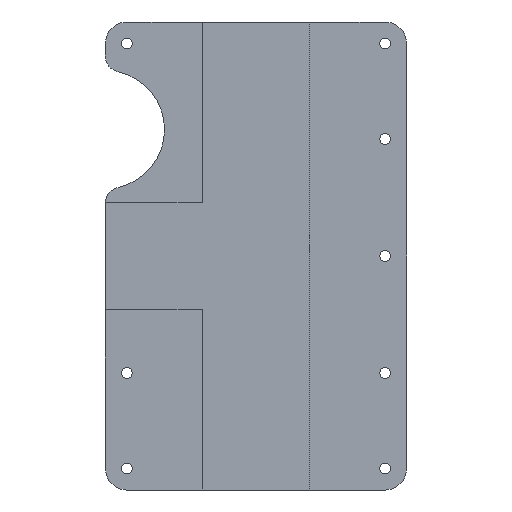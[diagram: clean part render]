
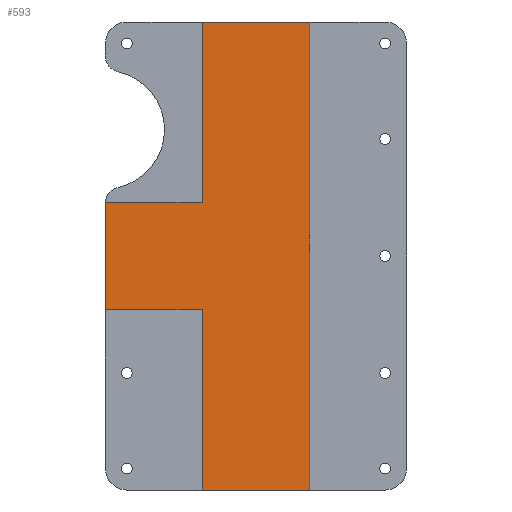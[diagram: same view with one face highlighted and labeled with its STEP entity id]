
A CAD part, left-side view. The second image highlights one B-rep face of the part: STEP entity #593.
In plain terms, the highlighted planar face has unit normal (-1, 0, 0).
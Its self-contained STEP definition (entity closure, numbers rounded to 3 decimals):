
#39=PLANE('',#658);
#57=FACE_OUTER_BOUND('',#96,.T.);
#96=EDGE_LOOP('',(#466,#467,#468,#469,#470,#471,#472,#473,#474));
#139=LINE('',#945,#192);
#142=LINE('',#951,#195);
#144=LINE('',#954,#197);
#147=LINE('',#962,#200);
#151=LINE('',#969,#204);
#152=LINE('',#971,#205);
#153=LINE('',#972,#206);
#154=LINE('',#973,#207);
#192=VECTOR('',#762,10.);
#195=VECTOR('',#767,10.);
#197=VECTOR('',#771,10.);
#200=VECTOR('',#776,10.);
#204=VECTOR('',#782,10.);
#205=VECTOR('',#785,10.);
#206=VECTOR('',#786,10.);
#207=VECTOR('',#787,10.);
#230=CIRCLE('',#629,3.);
#263=VERTEX_POINT('',#873);
#264=VERTEX_POINT('',#875);
#292=VERTEX_POINT('',#942);
#293=VERTEX_POINT('',#944);
#294=VERTEX_POINT('',#948);
#295=VERTEX_POINT('',#950);
#298=VERTEX_POINT('',#959);
#299=VERTEX_POINT('',#961);
#301=VERTEX_POINT('',#967);
#319=EDGE_CURVE('',#263,#264,#230,.T.);
#353=EDGE_CURVE('',#292,#293,#139,.T.);
#356=EDGE_CURVE('',#294,#295,#142,.T.);
#358=EDGE_CURVE('',#264,#294,#144,.T.);
#361=EDGE_CURVE('',#298,#299,#147,.T.);
#365=EDGE_CURVE('',#301,#298,#151,.T.);
#366=EDGE_CURVE('',#299,#263,#152,.T.);
#367=EDGE_CURVE('',#293,#301,#153,.T.);
#368=EDGE_CURVE('',#295,#292,#154,.T.);
#466=ORIENTED_EDGE('',*,*,#319,.F.);
#467=ORIENTED_EDGE('',*,*,#366,.F.);
#468=ORIENTED_EDGE('',*,*,#361,.F.);
#469=ORIENTED_EDGE('',*,*,#365,.F.);
#470=ORIENTED_EDGE('',*,*,#367,.F.);
#471=ORIENTED_EDGE('',*,*,#353,.F.);
#472=ORIENTED_EDGE('',*,*,#368,.F.);
#473=ORIENTED_EDGE('',*,*,#356,.F.);
#474=ORIENTED_EDGE('',*,*,#358,.F.);
#593=ADVANCED_FACE('',(#57),#39,.F.);
#629=AXIS2_PLACEMENT_3D('',#876,#697,#698);
#658=AXIS2_PLACEMENT_3D('',#970,#783,#784);
#697=DIRECTION('center_axis',(1.,0.,0.));
#698=DIRECTION('ref_axis',(0.,0.779,0.627));
#762=DIRECTION('',(0.,0.,-1.));
#767=DIRECTION('',(0.,0.,1.));
#771=DIRECTION('',(0.,-1.,0.));
#776=DIRECTION('',(0.,1.,0.));
#782=DIRECTION('',(0.,0.,1.));
#783=DIRECTION('center_axis',(1.,0.,0.));
#784=DIRECTION('ref_axis',(0.,0.,-1.));
#785=DIRECTION('',(0.,0.,1.));
#786=DIRECTION('',(0.,1.,0.));
#787=DIRECTION('',(0.,-1.,0.));
#873=CARTESIAN_POINT('',(-5.4,56.,53.325));
#875=CARTESIAN_POINT('',(-5.4,55.995,53.5));
#876=CARTESIAN_POINT('Origin',(-5.4,53.,53.325));
#942=CARTESIAN_POINT('',(-5.4,18.,87.));
#944=CARTESIAN_POINT('',(-5.4,18.,0.));
#945=CARTESIAN_POINT('',(-5.4,18.,130.153));
#948=CARTESIAN_POINT('',(-5.4,38.,53.5));
#950=CARTESIAN_POINT('',(-5.4,38.,87.));
#951=CARTESIAN_POINT('',(-5.4,38.,0.));
#954=CARTESIAN_POINT('',(-5.4,21.178,53.5));
#959=CARTESIAN_POINT('',(-5.4,38.,33.5));
#961=CARTESIAN_POINT('',(-5.4,56.,33.5));
#962=CARTESIAN_POINT('',(-5.4,22.786,33.5));
#967=CARTESIAN_POINT('',(-5.4,38.,0.));
#969=CARTESIAN_POINT('',(-5.4,38.,0.));
#970=CARTESIAN_POINT('Origin',(-5.4,37.,43.5));
#971=CARTESIAN_POINT('',(-5.4,56.,49.75));
#972=CARTESIAN_POINT('',(-5.4,44.5,0.));
#973=CARTESIAN_POINT('',(-5.4,20.5,87.));
